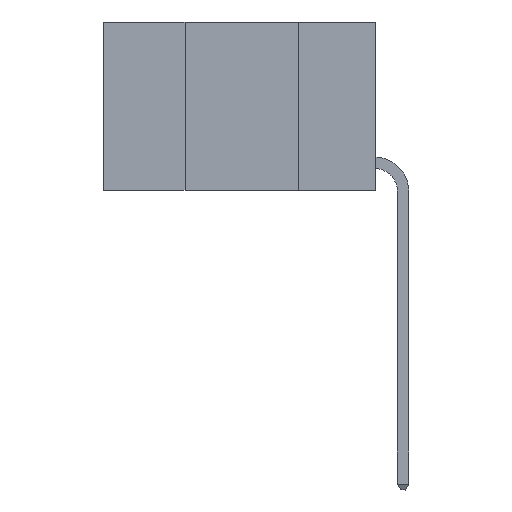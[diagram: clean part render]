
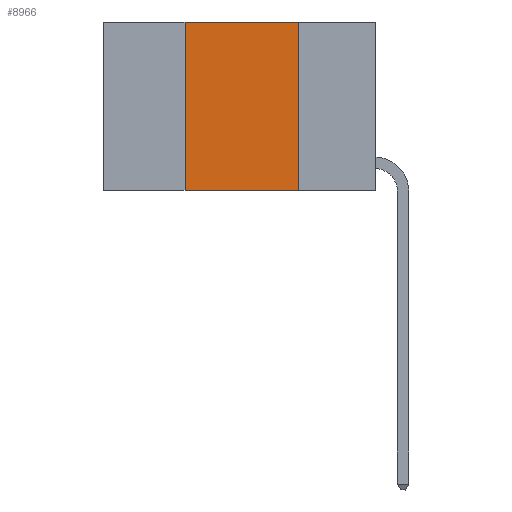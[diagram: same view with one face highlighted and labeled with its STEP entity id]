
A CAD part, left-side view. The second image highlights one B-rep face of the part: STEP entity #8966.
In plain terms, the highlighted planar face has unit normal (-1, 0, 0).
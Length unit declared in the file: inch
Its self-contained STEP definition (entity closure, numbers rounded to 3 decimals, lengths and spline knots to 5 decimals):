
#1 = VECTOR ( 'NONE', #10068, 39.37008 ) ;
#183 = EDGE_CURVE ( 'NONE', #2592, #5334, #3494, .T. ) ;
#391 = CARTESIAN_POINT ( 'NONE',  ( 0., 0.17, 0. ) ) ;
#414 = FACE_OUTER_BOUND ( 'NONE', #6017, .T. ) ;
#537 = CARTESIAN_POINT ( 'NONE',  ( 0., 0.42, -0.37 ) ) ;
#825 = DIRECTION ( 'NONE',  ( 1., 0., 0. ) ) ;
#942 = LINE ( 'NONE', #8491, #7364 ) ;
#1063 = EDGE_CURVE ( 'NONE', #3662, #8612, #9427, .T. ) ;
#1256 = VECTOR ( 'NONE', #7947, 39.37008 ) ;
#1649 = EDGE_CURVE ( 'NONE', #3662, #2592, #942, .T. ) ;
#1996 = CARTESIAN_POINT ( 'NONE',  ( 0., 0.6, -0.37 ) ) ;
#2103 = CARTESIAN_POINT ( 'NONE',  ( 0., 0.17, -0.37 ) ) ;
#2592 = VERTEX_POINT ( 'NONE', #8600 ) ;
#3058 = ORIENTED_EDGE ( 'NONE', *, *, #1063, .T. ) ;
#3494 = LINE ( 'NONE', #8085, #1256 ) ;
#3588 = VECTOR ( 'NONE', #3622, 39.37008 ) ;
#3622 = DIRECTION ( 'NONE',  ( 0., 0., -1. ) ) ;
#3662 = VERTEX_POINT ( 'NONE', #537 ) ;
#3855 = LINE ( 'NONE', #391, #3588 ) ;
#4116 = EDGE_CURVE ( 'NONE', #5334, #8612, #3855, .T. ) ;
#4404 = CARTESIAN_POINT ( 'NONE',  ( 0., 0.17, 0. ) ) ;
#5020 = CARTESIAN_POINT ( 'NONE',  ( 0., 0.6, 0. ) ) ;
#5334 = VERTEX_POINT ( 'NONE', #4404 ) ;
#6017 = EDGE_LOOP ( 'NONE', ( #10008, #6965, #7218, #3058 ) ) ;
#6696 = DIRECTION ( 'NONE',  ( 0., 0., -1. ) ) ;
#6831 = AXIS2_PLACEMENT_3D ( 'NONE', #5020, #825, #6696 ) ;
#6965 = ORIENTED_EDGE ( 'NONE', *, *, #183, .F. ) ;
#7218 = ORIENTED_EDGE ( 'NONE', *, *, #1649, .F. ) ;
#7364 = VECTOR ( 'NONE', #8477, 39.37008 ) ;
#7947 = DIRECTION ( 'NONE',  ( 0., -1., 0. ) ) ;
#8085 = CARTESIAN_POINT ( 'NONE',  ( 0., 0.6, 0. ) ) ;
#8477 = DIRECTION ( 'NONE',  ( 0., 0., 1. ) ) ;
#8491 = CARTESIAN_POINT ( 'NONE',  ( 0., 0.42, 0. ) ) ;
#8600 = CARTESIAN_POINT ( 'NONE',  ( 0., 0.42, 0. ) ) ;
#8612 = VERTEX_POINT ( 'NONE', #2103 ) ;
#8966 = ADVANCED_FACE ( 'NONE', ( #414 ), #10729, .F. ) ;
#9427 = LINE ( 'NONE', #1996, #1 ) ;
#10008 = ORIENTED_EDGE ( 'NONE', *, *, #4116, .F. ) ;
#10068 = DIRECTION ( 'NONE',  ( 0., -1., 0. ) ) ;
#10729 = PLANE ( 'NONE',  #6831 ) ;
